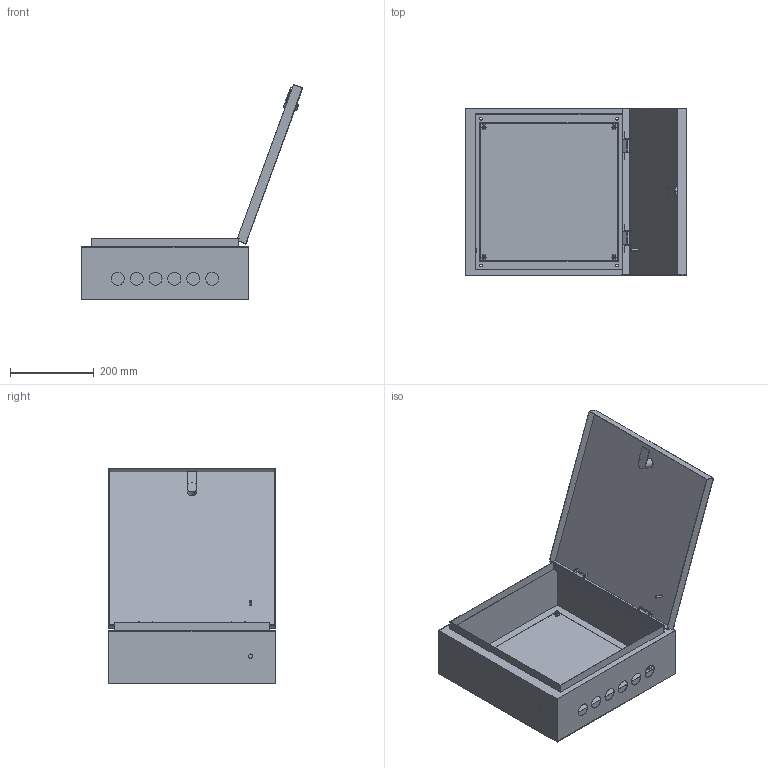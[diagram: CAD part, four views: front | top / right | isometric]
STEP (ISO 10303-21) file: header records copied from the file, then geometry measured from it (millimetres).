
FILE_DESCRIPTION (( 'STEP AP214' ), '1' );
FILE_NAME ('SHMP-4.4.1-0_ IP54.STEP', '2017-02-17T12:43:33', ( '' ), ( '' ), 'SwSTEP 2.0', 'SolidWorks 2014', '' );
FILE_SCHEMA (( 'AUTOMOTIVE_DESIGN' ));
Length unit declared in the file: millimetre
Products named in the file (5): Gaika_6; SHMP-4.4.1-0_ IP54; Obolochka_SHMP_4_4_1; Mont.Panel_4_4; Dver_4_4
Assembly tree (7 placements, depth 2):
  SHMP-4.4.1-0_ IP54
    Obolochka_SHMP_4_4_1
    Mont.Panel_4_4
    Dver_4_4
    Gaika_6  x4
Bounding box: 529.03 x 400 x 514.03 mm (x, y, z)
Volume: 756176.1 mm3; surface area: 1482398.9 mm2
Topology: 13 solids, 13 shells, 234 faces, 563 edges, 370 vertices
Faces by surface type: plane 138, cylinder 80, cone 16
Entity records: 6313 total; most frequent: DIRECTION 1085, CARTESIAN_POINT 1027, ORIENTED_EDGE 982, EDGE_CURVE 491, AXIS2_PLACEMENT_3D 380, VECTOR 325, LINE 325, VERTEX_POINT 322
